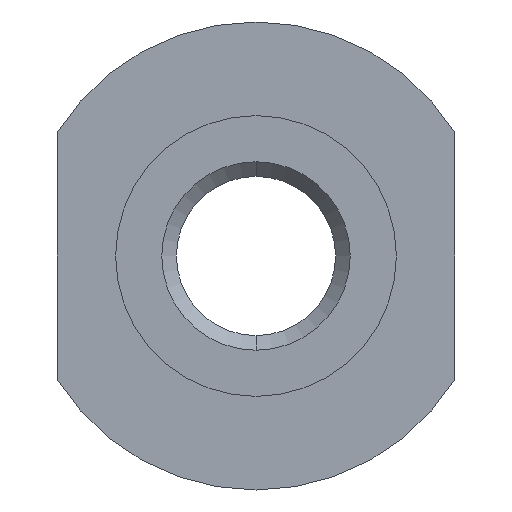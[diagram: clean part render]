
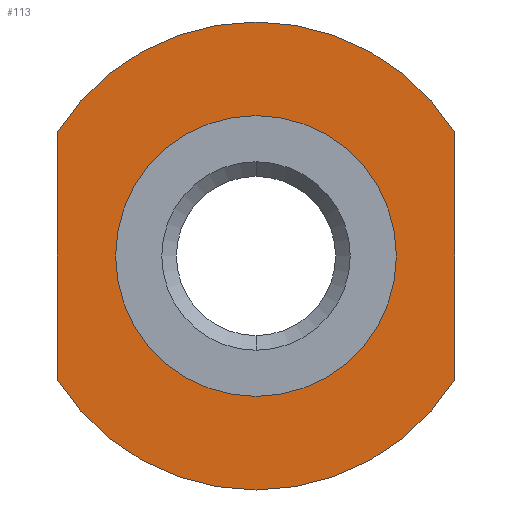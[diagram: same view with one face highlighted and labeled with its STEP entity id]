
A CAD part, left-side view. The second image highlights one B-rep face of the part: STEP entity #113.
In plain terms, the highlighted planar face has unit normal (-1, 0, 0).
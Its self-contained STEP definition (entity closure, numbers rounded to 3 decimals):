
#12 = AXIS2_PLACEMENT_3D ( 'NONE', #45, #18, #14 ) ;
#14 = DIRECTION ( 'NONE',  ( 0., 1., 0. ) ) ;
#17 = ORIENTED_EDGE ( 'NONE', *, *, #148, .T. ) ;
#18 = DIRECTION ( 'NONE',  ( 1., 0., 0. ) ) ;
#24 = VERTEX_POINT ( 'NONE', #219 ) ;
#25 = CARTESIAN_POINT ( 'NONE',  ( 9.3, 0., 0. ) ) ;
#29 = DIRECTION ( 'NONE',  ( 0., 0., 1. ) ) ;
#34 = CARTESIAN_POINT ( 'NONE',  ( 9.3, 8.5, 0. ) ) ;
#37 = CARTESIAN_POINT ( 'NONE',  ( 9.3, 0., 0. ) ) ;
#40 = AXIS2_PLACEMENT_3D ( 'NONE', #68, #197, #416 ) ;
#45 = CARTESIAN_POINT ( 'NONE',  ( 9.3, 0., 0. ) ) ;
#51 = DIRECTION ( 'NONE',  ( 1., 0., 0. ) ) ;
#56 = ORIENTED_EDGE ( 'NONE', *, *, #74, .F. ) ;
#61 = DIRECTION ( 'NONE',  ( 0., 1., 0. ) ) ;
#63 = AXIS2_PLACEMENT_3D ( 'NONE', #37, #51, #61 ) ;
#68 = CARTESIAN_POINT ( 'NONE',  ( 9.3, 6., 0. ) ) ;
#74 = EDGE_CURVE ( 'NONE', #175, #157, #384, .T. ) ;
#79 = CIRCLE ( 'NONE', #116, 10. ) ;
#93 = ORIENTED_EDGE ( 'NONE', *, *, #214, .F. ) ;
#99 = CARTESIAN_POINT ( 'NONE',  ( 9.3, -6., 0. ) ) ;
#100 = PLANE ( 'NONE',  #40 ) ;
#109 = EDGE_LOOP ( 'NONE', ( #56, #215, #93, #331 ) ) ;
#113 = ADVANCED_FACE ( 'NONE', ( #316, #367 ), #100, .T. ) ;
#115 = VERTEX_POINT ( 'NONE', #99 ) ;
#116 = AXIS2_PLACEMENT_3D ( 'NONE', #356, #339, #324 ) ;
#132 = DIRECTION ( 'NONE',  ( 0., 0., -1. ) ) ;
#135 = CARTESIAN_POINT ( 'NONE',  ( 9.3, -8.5, 5.268 ) ) ;
#148 = EDGE_CURVE ( 'NONE', #318, #115, #432, .T. ) ;
#151 = EDGE_LOOP ( 'NONE', ( #17, #245 ) ) ;
#157 = VERTEX_POINT ( 'NONE', #194 ) ;
#173 = EDGE_CURVE ( 'NONE', #157, #24, #301, .T. ) ;
#174 = LINE ( 'NONE', #34, #337 ) ;
#175 = VERTEX_POINT ( 'NONE', #135 ) ;
#185 = VECTOR ( 'NONE', #132, 1000. ) ;
#194 = CARTESIAN_POINT ( 'NONE',  ( 9.3, -8.5, -5.268 ) ) ;
#197 = DIRECTION ( 'NONE',  ( -1., 0., 0. ) ) ;
#209 = EDGE_CURVE ( 'NONE', #115, #318, #306, .T. ) ;
#214 = EDGE_CURVE ( 'NONE', #24, #405, #174, .T. ) ;
#215 = ORIENTED_EDGE ( 'NONE', *, *, #439, .F. ) ;
#219 = CARTESIAN_POINT ( 'NONE',  ( 9.3, 8.5, -5.268 ) ) ;
#245 = ORIENTED_EDGE ( 'NONE', *, *, #209, .T. ) ;
#265 = CARTESIAN_POINT ( 'NONE',  ( 9.3, 6., 0. ) ) ;
#287 = DIRECTION ( 'NONE',  ( 0., 1., 0. ) ) ;
#289 = DIRECTION ( 'NONE',  ( 1., 0., 0. ) ) ;
#291 = AXIS2_PLACEMENT_3D ( 'NONE', #25, #289, #287 ) ;
#301 = CIRCLE ( 'NONE', #291, 10. ) ;
#306 = CIRCLE ( 'NONE', #63, 6. ) ;
#316 = FACE_OUTER_BOUND ( 'NONE', #109, .T. ) ;
#318 = VERTEX_POINT ( 'NONE', #265 ) ;
#324 = DIRECTION ( 'NONE',  ( 0., 1., 0. ) ) ;
#331 = ORIENTED_EDGE ( 'NONE', *, *, #173, .F. ) ;
#334 = CARTESIAN_POINT ( 'NONE',  ( 9.3, -8.5, 0. ) ) ;
#337 = VECTOR ( 'NONE', #29, 1000. ) ;
#339 = DIRECTION ( 'NONE',  ( 1., 0., 0. ) ) ;
#356 = CARTESIAN_POINT ( 'NONE',  ( 9.3, 0., 0. ) ) ;
#367 = FACE_BOUND ( 'NONE', #151, .T. ) ;
#384 = LINE ( 'NONE', #334, #185 ) ;
#405 = VERTEX_POINT ( 'NONE', #433 ) ;
#416 = DIRECTION ( 'NONE',  ( 0., -1., 0. ) ) ;
#432 = CIRCLE ( 'NONE', #12, 6. ) ;
#433 = CARTESIAN_POINT ( 'NONE',  ( 9.3, 8.5, 5.268 ) ) ;
#439 = EDGE_CURVE ( 'NONE', #405, #175, #79, .T. ) ;
